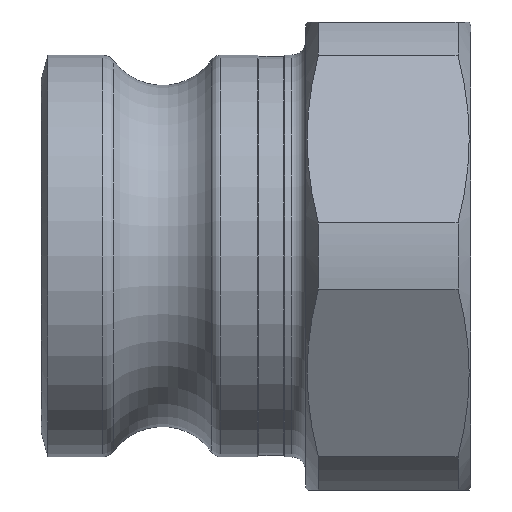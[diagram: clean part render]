
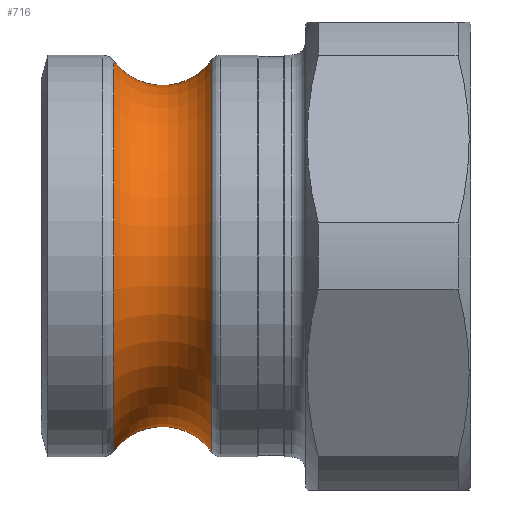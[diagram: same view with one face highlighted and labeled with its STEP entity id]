
A CAD part, front view. The second image highlights one B-rep face of the part: STEP entity #716.
In plain terms, the highlighted toroidal (fillet/blend) face has major radius 42 mm and minor radius 11 mm.
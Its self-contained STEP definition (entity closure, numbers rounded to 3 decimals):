
#21=TOROIDAL_SURFACE('',#835,42.,11.);
#90=FACE_OUTER_BOUND('',#130,.T.);
#130=EDGE_LOOP('',(#623,#624,#625,#626,#627,#628));
#246=CIRCLE('',#827,35.481);
#247=CIRCLE('',#828,35.481);
#249=CIRCLE('',#832,35.654);
#251=CIRCLE('',#834,35.654);
#252=CIRCLE('',#836,11.);
#321=VERTEX_POINT('',#1288);
#322=VERTEX_POINT('',#1290);
#323=VERTEX_POINT('',#1297);
#324=VERTEX_POINT('',#1298);
#421=EDGE_CURVE('',#321,#322,#246,.T.);
#422=EDGE_CURVE('',#322,#321,#247,.T.);
#425=EDGE_CURVE('',#323,#324,#249,.T.);
#427=EDGE_CURVE('',#324,#323,#251,.T.);
#428=EDGE_CURVE('',#321,#324,#252,.T.);
#623=ORIENTED_EDGE('',*,*,#422,.F.);
#624=ORIENTED_EDGE('',*,*,#421,.F.);
#625=ORIENTED_EDGE('',*,*,#428,.T.);
#626=ORIENTED_EDGE('',*,*,#425,.F.);
#627=ORIENTED_EDGE('',*,*,#427,.F.);
#628=ORIENTED_EDGE('',*,*,#428,.F.);
#716=ADVANCED_FACE('',(#90),#21,.F.);
#827=AXIS2_PLACEMENT_3D('',#1291,#1044,#1045);
#828=AXIS2_PLACEMENT_3D('',#1292,#1046,#1047);
#832=AXIS2_PLACEMENT_3D('',#1299,#1055,#1056);
#834=AXIS2_PLACEMENT_3D('',#1301,#1059,#1060);
#835=AXIS2_PLACEMENT_3D('',#1302,#1061,#1062);
#836=AXIS2_PLACEMENT_3D('',#1303,#1063,#1064);
#1044=DIRECTION('center_axis',(-1.,0.,0.));
#1045=DIRECTION('ref_axis',(0.,-1.,0.));
#1046=DIRECTION('center_axis',(-1.,0.,0.));
#1047=DIRECTION('ref_axis',(0.,-1.,0.));
#1055=DIRECTION('center_axis',(1.,0.,0.));
#1056=DIRECTION('ref_axis',(0.,-1.,0.));
#1059=DIRECTION('center_axis',(1.,0.,0.));
#1060=DIRECTION('ref_axis',(0.,-1.,0.));
#1061=DIRECTION('center_axis',(-1.,0.,0.));
#1062=DIRECTION('ref_axis',(0.,0.,1.));
#1063=DIRECTION('center_axis',(0.,1.,0.));
#1064=DIRECTION('ref_axis',(0.,0.,-1.));
#1288=CARTESIAN_POINT('',(13.139,0.,-35.481));
#1290=CARTESIAN_POINT('',(13.139,35.481,0.));
#1291=CARTESIAN_POINT('Origin',(13.139,0.,0.));
#1292=CARTESIAN_POINT('Origin',(13.139,0.,0.));
#1297=CARTESIAN_POINT('',(30.985,35.654,0.));
#1298=CARTESIAN_POINT('',(30.985,0.,-35.654));
#1299=CARTESIAN_POINT('Origin',(30.985,0.,0.));
#1301=CARTESIAN_POINT('Origin',(30.985,0.,0.));
#1302=CARTESIAN_POINT('Origin',(22.,0.,0.));
#1303=CARTESIAN_POINT('Origin',(22.,0.,-42.));
